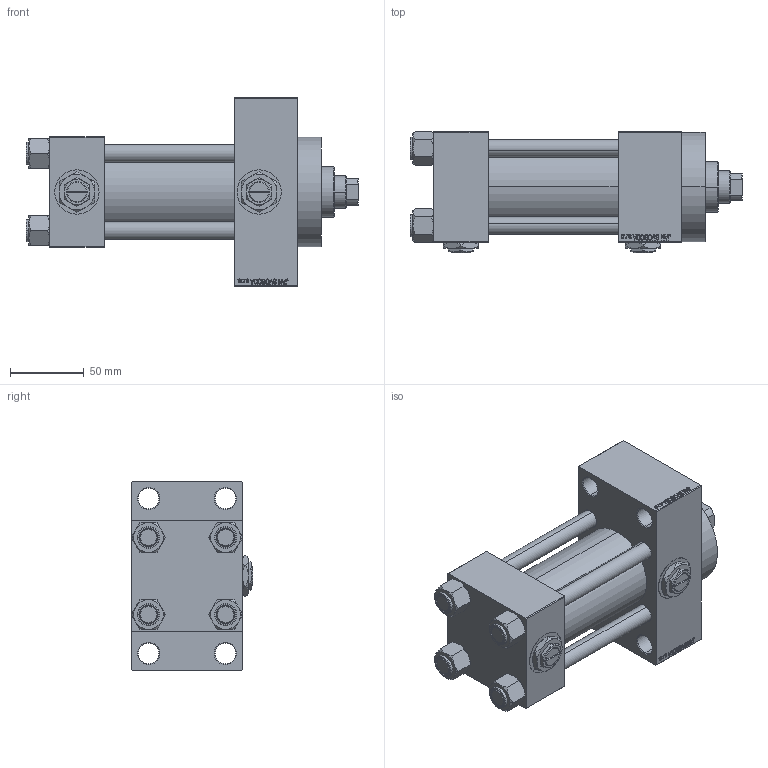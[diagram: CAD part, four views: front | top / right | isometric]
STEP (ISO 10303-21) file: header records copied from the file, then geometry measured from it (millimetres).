
FILE_DESCRIPTION (( 'STEP AP203' ), '1' );
FILE_NAME ('feec.STEP', '2022-04-16T04:10:55', ( '' ), ( '' ), 'SwSTEP 2.0', 'SolidWorks 2019', '' );
FILE_SCHEMA (( 'CONFIG_CONTROL_DESIGN' ));
Length unit declared in the file: millimetre
Products named in the file (7): V215CR_D_TYCINKA c581c103623ffd78cae70404493e57ea; Zatka_pro_OIL_PORT c581c103623ffd78cae70404493e57ea; V215_VC_A c581c103623ffd78cae70404493e57ea; V215CR_D_Body c581c103623ffd78cae70404493e57ea; V215CR_VCP_D c581c103623ffd78cae70404493e57ea; NUT_M5_D c581c103623ffd78cae70404493e57ea; feec
Assembly tree (13 placements, depth 2):
  feec
    V215CR_D_Body c581c103623ffd78cae70404493e57ea
    V215CR_VCP_D c581c103623ffd78cae70404493e57ea
    NUT_M5_D c581c103623ffd78cae70404493e57ea  x4
    V215CR_D_TYCINKA c581c103623ffd78cae70404493e57ea  x4
    V215_VC_A c581c103623ffd78cae70404493e57ea
    Zatka_pro_OIL_PORT c581c103623ffd78cae70404493e57ea  x2
Bounding box: 225 x 82.27 x 128 mm (x, y, z)
Volume: 841898 mm3; surface area: 185705.7 mm2
Topology: 13 solids, 13 shells, 1213 faces, 3000 edges, 1931 vertices
Faces by surface type: plane 547, bspline 368, cone 186, cylinder 104, torus 8
Entity records: 49499 total; most frequent: CARTESIAN_POINT 25747, ORIENTED_EDGE 5300, DIRECTION 3494, EDGE_CURVE 2650, VERTEX_POINT 1729, VECTOR 1558, LINE 1558, EDGE_LOOP 1191
